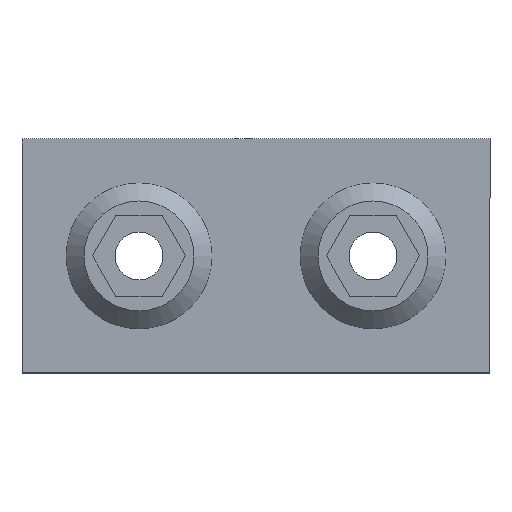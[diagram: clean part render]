
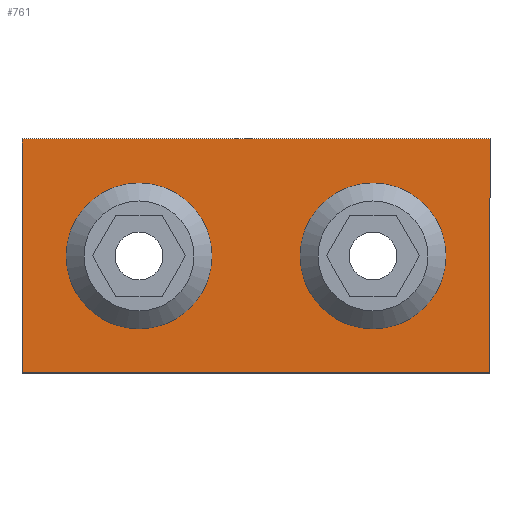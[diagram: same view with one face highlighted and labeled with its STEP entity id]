
A CAD part, top view. The second image highlights one B-rep face of the part: STEP entity #761.
In plain terms, the highlighted planar face has unit normal (0, 0, 1).
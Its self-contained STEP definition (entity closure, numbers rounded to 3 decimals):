
#295=CARTESIAN_POINT('',(4.05,0.,1.75));
#296=VERTEX_POINT('',#295);
#297=CARTESIAN_POINT('',(10.75,0.0,1.75));
#298=DIRECTION('',(0.0,0.0,1.0));
#299=DIRECTION('',(1.0,0.0,0.0));
#300=AXIS2_PLACEMENT_3D('',#297,#298,#299);
#301=CIRCLE('',#300,6.7);
#302=EDGE_CURVE('',#296,#296,#301,.T.);
#349=CARTESIAN_POINT('',(21.5,-10.75,1.75));
#350=VERTEX_POINT('',#349);
#351=CARTESIAN_POINT('',(21.5,10.75,1.75));
#352=VERTEX_POINT('',#351);
#353=CARTESIAN_POINT('',(21.5,-10.75,1.75));
#354=DIRECTION('',(0.0,1.0,0.0));
#355=VECTOR('',#354,21.5);
#356=LINE('',#353,#355);
#357=EDGE_CURVE('',#350,#352,#356,.T.);
#611=CARTESIAN_POINT('',(-4.05,0.,1.75));
#612=VERTEX_POINT('',#611);
#613=CARTESIAN_POINT('',(-10.75,0.0,1.75));
#614=DIRECTION('',(0.0,0.0,-1.0));
#615=DIRECTION('',(-1.0,0.0,0.0));
#616=AXIS2_PLACEMENT_3D('',#613,#614,#615);
#617=CIRCLE('',#616,6.7);
#618=EDGE_CURVE('',#612,#612,#617,.T.);
#665=CARTESIAN_POINT('',(-21.5,-10.75,1.75));
#666=VERTEX_POINT('',#665);
#667=CARTESIAN_POINT('',(21.5,-10.75,1.75));
#668=DIRECTION('',(-1.0,0.0,0.0));
#669=VECTOR('',#668,43.);
#670=LINE('',#667,#669);
#671=EDGE_CURVE('',#350,#666,#670,.T.);
#696=CARTESIAN_POINT('',(-21.5,10.75,1.75));
#697=VERTEX_POINT('',#696);
#698=CARTESIAN_POINT('',(-21.5,-10.75,1.75));
#699=DIRECTION('',(0.0,1.0,0.0));
#700=VECTOR('',#699,21.5);
#701=LINE('',#698,#700);
#702=EDGE_CURVE('',#666,#697,#701,.T.);
#727=CARTESIAN_POINT('',(21.5,10.75,1.75));
#728=DIRECTION('',(-1.0,0.0,0.0));
#729=VECTOR('',#728,43.0);
#730=LINE('',#727,#729);
#731=EDGE_CURVE('',#352,#697,#730,.T.);
#744=CARTESIAN_POINT('',(-10.75,0.0,1.75));
#745=DIRECTION('',(0.0,0.0,1.0));
#746=DIRECTION('',(1.0,0.0,0.0));
#747=AXIS2_PLACEMENT_3D('',#744,#745,#746);
#748=PLANE('',#747);
#749=ORIENTED_EDGE('',*,*,#731,.T.);
#750=ORIENTED_EDGE('',*,*,#702,.F.);
#751=ORIENTED_EDGE('',*,*,#671,.F.);
#752=ORIENTED_EDGE('',*,*,#357,.T.);
#753=EDGE_LOOP('',(#749,#750,#751,#752));
#754=FACE_OUTER_BOUND('',#753,.T.);
#755=ORIENTED_EDGE('',*,*,#302,.F.);
#756=EDGE_LOOP('',(#755));
#757=FACE_BOUND('',#756,.T.);
#758=ORIENTED_EDGE('',*,*,#618,.T.);
#759=EDGE_LOOP('',(#758));
#760=FACE_BOUND('',#759,.T.);
#761=ADVANCED_FACE('',(#754,#757,#760),#748,.T.);
